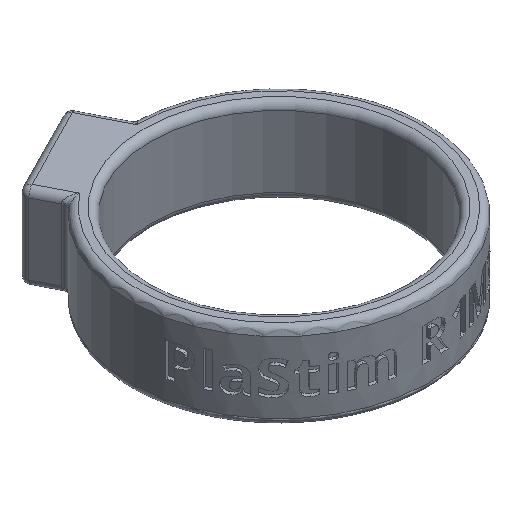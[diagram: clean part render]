
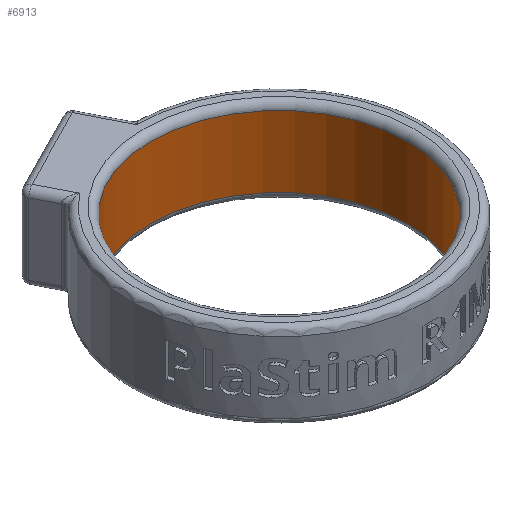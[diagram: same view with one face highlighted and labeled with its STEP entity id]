
A CAD part, isometric view. The second image highlights one B-rep face of the part: STEP entity #6913.
In plain terms, the highlighted cylindrical face has radius 18 mm (diameter 36 mm), a full revolution.
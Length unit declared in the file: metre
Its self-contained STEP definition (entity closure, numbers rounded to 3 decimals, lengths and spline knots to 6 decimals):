
#1346=CIRCLE('',#7379,0.018);
#1347=CIRCLE('',#7381,0.018);
#3478=ORIENTED_EDGE('',*,*,#4522,.T.);
#3479=ORIENTED_EDGE('',*,*,#4525,.F.);
#4522=EDGE_CURVE('',#5208,#5208,#1346,.T.);
#4525=EDGE_CURVE('',#5210,#5210,#1347,.T.);
#5208=VERTEX_POINT('',#13248);
#5210=VERTEX_POINT('',#13254);
#6017=EDGE_LOOP('',(#3478));
#6018=EDGE_LOOP('',(#3479));
#6450=FACE_BOUND('',#6017,.T.);
#6451=FACE_BOUND('',#6018,.T.);
#6527=CYLINDRICAL_SURFACE('',#7382,0.018);
#6913=ADVANCED_FACE('',(#6450,#6451),#6527,.F.);
#7379=AXIS2_PLACEMENT_3D('',#13247,#8694,#8695);
#7381=AXIS2_PLACEMENT_3D('',#13253,#8700,#8701);
#7382=AXIS2_PLACEMENT_3D('',#13255,#8702,#8703);
#8694=DIRECTION('',(0.,0.,1.));
#8695=DIRECTION('',(1.,0.,0.));
#8700=DIRECTION('',(0.,0.,1.));
#8701=DIRECTION('',(1.,0.,0.));
#8702=DIRECTION('',(0.,0.,-1.));
#8703=DIRECTION('',(-1.,0.,0.));
#13247=CARTESIAN_POINT('',(0.,0.,0.005));
#13248=CARTESIAN_POINT('',(0.018,0.,0.005));
#13253=CARTESIAN_POINT('',(0.,0.,-0.005));
#13254=CARTESIAN_POINT('',(0.018,0.,-0.005));
#13255=CARTESIAN_POINT('',(0.,0.,0.005));
